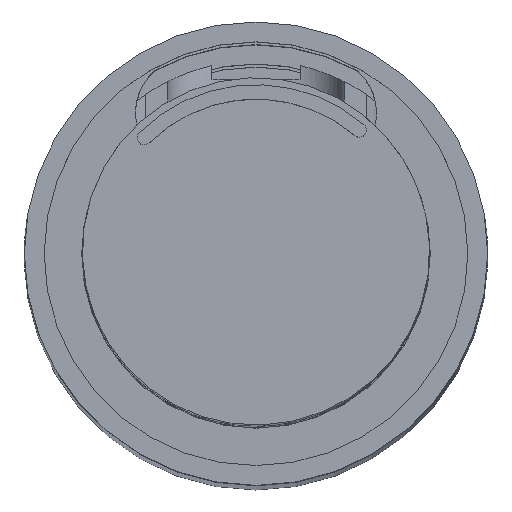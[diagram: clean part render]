
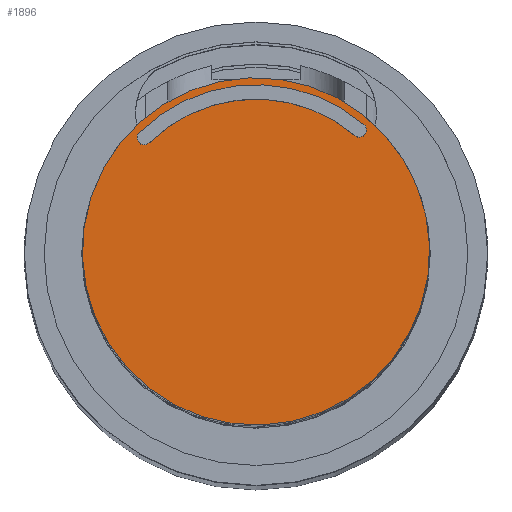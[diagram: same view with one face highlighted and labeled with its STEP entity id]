
A CAD part, top view. The second image highlights one B-rep face of the part: STEP entity #1896.
In plain terms, the highlighted planar face has unit normal (0, 0, 1).
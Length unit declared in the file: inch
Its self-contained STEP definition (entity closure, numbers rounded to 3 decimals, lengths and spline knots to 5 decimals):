
#1812 = EDGE_CURVE ( 'NONE', #1813, #1984, #5819, .T. ) ;
#1813 = VERTEX_POINT ( 'NONE', #5813 ) ;
#1896 = ADVANCED_FACE ( 'NONE', ( #6572, #6571 ), #6540, .T. ) ;
#1897 = EDGE_LOOP ( 'NONE', ( #1898, #1900 ) ) ;
#1898 = ORIENTED_EDGE ( 'NONE', *, *, #1899, .T. ) ;
#1899 = EDGE_CURVE ( 'NONE', #1987, #1986, #6560, .T. ) ;
#1900 = ORIENTED_EDGE ( 'NONE', *, *, #2001, .T. ) ;
#1901 = EDGE_LOOP ( 'NONE', ( #1930, #1933, #1961, #1964, #1967, #1914, #1917, #1920, #1923 ) ) ;
#1914 = ORIENTED_EDGE ( 'NONE', *, *, #1915, .F. ) ;
#1915 = EDGE_CURVE ( 'NONE', #1916, #1969, #6527, .T. ) ;
#1916 = VERTEX_POINT ( 'NONE', #6518 ) ;
#1917 = ORIENTED_EDGE ( 'NONE', *, *, #1918, .T. ) ;
#1918 = EDGE_CURVE ( 'NONE', #1916, #1919, #6517, .T. ) ;
#1919 = VERTEX_POINT ( 'NONE', #6512 ) ;
#1920 = ORIENTED_EDGE ( 'NONE', *, *, #1921, .F. ) ;
#1921 = EDGE_CURVE ( 'NONE', #1922, #1919, #6446, .T. ) ;
#1922 = VERTEX_POINT ( 'NONE', #6437 ) ;
#1923 = ORIENTED_EDGE ( 'NONE', *, *, #1924, .T. ) ;
#1924 = EDGE_CURVE ( 'NONE', #1922, #1932, #6435, .T. ) ;
#1930 = ORIENTED_EDGE ( 'NONE', *, *, #1931, .F. ) ;
#1931 = EDGE_CURVE ( 'NONE', #1813, #1932, #6816, .T. ) ;
#1932 = VERTEX_POINT ( 'NONE', #6742 ) ;
#1933 = ORIENTED_EDGE ( 'NONE', *, *, #1812, .T. ) ;
#1961 = ORIENTED_EDGE ( 'NONE', *, *, #1962, .T. ) ;
#1962 = EDGE_CURVE ( 'NONE', #1984, #1963, #6701, .T. ) ;
#1963 = VERTEX_POINT ( 'NONE', #6810 ) ;
#1964 = ORIENTED_EDGE ( 'NONE', *, *, #1965, .F. ) ;
#1965 = EDGE_CURVE ( 'NONE', #1966, #1963, #6809, .T. ) ;
#1966 = VERTEX_POINT ( 'NONE', #6804 ) ;
#1967 = ORIENTED_EDGE ( 'NONE', *, *, #1968, .T. ) ;
#1968 = EDGE_CURVE ( 'NONE', #1966, #1969, #6803, .T. ) ;
#1969 = VERTEX_POINT ( 'NONE', #6798 ) ;
#1984 = VERTEX_POINT ( 'NONE', #6823 ) ;
#1986 = VERTEX_POINT ( 'NONE', #6822 ) ;
#1987 = VERTEX_POINT ( 'NONE', #6821 ) ;
#2001 = EDGE_CURVE ( 'NONE', #1986, #1987, #6848, .T. ) ;
#5813 = CARTESIAN_POINT ( 'NONE',  ( -3.2555, 1.86849, 3.74728 ) ) ;
#5815 = DIRECTION ( 'NONE',  ( 0.999, 0.036, 0. ) ) ;
#5816 = DIRECTION ( 'NONE',  ( 0., 0., -1. ) ) ;
#5817 = CARTESIAN_POINT ( 'NONE',  ( -3.25005, 1.87435, 3.74728 ) ) ;
#5818 = AXIS2_PLACEMENT_3D ( 'NONE', #5817, #5816, #5815 ) ;
#5819 = CIRCLE ( 'NONE', #5818, 0.008 ) ;
#6430 = DIRECTION ( 'NONE',  ( 0.999, 0.036, 0. ) ) ;
#6431 = DIRECTION ( 'NONE',  ( 0., 0., -1. ) ) ;
#6432 = CARTESIAN_POINT ( 'NONE',  ( -3.24987, 1.87418, 3.74728 ) ) ;
#6434 = AXIS2_PLACEMENT_3D ( 'NONE', #6432, #6431, #6430 ) ;
#6435 = CIRCLE ( 'NONE', #6434, 0.008 ) ;
#6437 = CARTESIAN_POINT ( 'NONE',  ( -3.24426, 1.86847, 3.74728 ) ) ;
#6438 = DIRECTION ( 'NONE',  ( 0.999, 0.036, 0. ) ) ;
#6441 = DIRECTION ( 'NONE',  ( 0., 0., -1. ) ) ;
#6443 = CARTESIAN_POINT ( 'NONE',  ( -3.12331, 1.74548, 3.74728 ) ) ;
#6445 = AXIS2_PLACEMENT_3D ( 'NONE', #6443, #6441, #6438 ) ;
#6446 = CIRCLE ( 'NONE', #6445, 0.1725 ) ;
#6512 = CARTESIAN_POINT ( 'NONE',  ( -3.01151, 1.87684, 3.74728 ) ) ;
#6513 = DIRECTION ( 'NONE',  ( 0.999, 0.036, 0. ) ) ;
#6514 = DIRECTION ( 'NONE',  ( 0., 0., -1. ) ) ;
#6515 = CARTESIAN_POINT ( 'NONE',  ( -3.00632, 1.88293, 3.74728 ) ) ;
#6516 = AXIS2_PLACEMENT_3D ( 'NONE', #6515, #6514, #6513 ) ;
#6517 = CIRCLE ( 'NONE', #6516, 0.008 ) ;
#6518 = CARTESIAN_POINT ( 'NONE',  ( -3.00047, 1.87748, 3.74728 ) ) ;
#6519 = DIRECTION ( 'NONE',  ( 0.681, 0.732, 0. ) ) ;
#6520 = VECTOR ( 'NONE', #6519, 39.37008 ) ;
#6521 = CARTESIAN_POINT ( 'NONE',  ( -3.0058, 1.87176, 3.74728 ) ) ;
#6527 = LINE ( 'NONE', #6521, #6520 ) ;
#6536 = DIRECTION ( 'NONE',  ( 0.999, 0.036, 0. ) ) ;
#6537 = DIRECTION ( 'NONE',  ( 0., 0., 1. ) ) ;
#6538 = CARTESIAN_POINT ( 'NONE',  ( -3.12331, 1.74548, 3.74728 ) ) ;
#6539 = AXIS2_PLACEMENT_3D ( 'NONE', #6538, #6537, #6536 ) ;
#6540 = PLANE ( 'NONE',  #6539 ) ;
#6556 = DIRECTION ( 'NONE',  ( 0.999, 0.036, 0. ) ) ;
#6557 = DIRECTION ( 'NONE',  ( 0., 0., 1. ) ) ;
#6558 = CARTESIAN_POINT ( 'NONE',  ( -3.12331, 1.74548, 3.74728 ) ) ;
#6559 = AXIS2_PLACEMENT_3D ( 'NONE', #6558, #6557, #6556 ) ;
#6560 = CIRCLE ( 'NONE', #6559, 0.19675 ) ;
#6571 = FACE_BOUND ( 'NONE', #1901, .T. ) ;
#6572 = FACE_OUTER_BOUND ( 'NONE', #1897, .T. ) ;
#6700 = AXIS2_PLACEMENT_3D ( 'NONE', #6813, #6812, #6811 ) ;
#6701 = CIRCLE ( 'NONE', #6700, 0.008 ) ;
#6736 = DIRECTION ( 'NONE',  ( 0.732, -0.681, 0. ) ) ;
#6742 = CARTESIAN_POINT ( 'NONE',  ( -3.25532, 1.86832, 3.74728 ) ) ;
#6775 = VECTOR ( 'NONE', #6736, 39.37008 ) ;
#6776 = CARTESIAN_POINT ( 'NONE',  ( -3.24959, 1.86299, 3.74728 ) ) ;
#6798 = CARTESIAN_POINT ( 'NONE',  ( -3.0003, 1.87767, 3.74728 ) ) ;
#6799 = DIRECTION ( 'NONE',  ( 0.999, 0.036, 0. ) ) ;
#6800 = DIRECTION ( 'NONE',  ( 0., 0., -1. ) ) ;
#6801 = CARTESIAN_POINT ( 'NONE',  ( -3.00615, 1.88312, 3.74728 ) ) ;
#6802 = AXIS2_PLACEMENT_3D ( 'NONE', #6801, #6800, #6799 ) ;
#6803 = CIRCLE ( 'NONE', #6802, 0.008 ) ;
#6804 = CARTESIAN_POINT ( 'NONE',  ( -3.00097, 1.88921, 3.74728 ) ) ;
#6805 = DIRECTION ( 'NONE',  ( 0.999, 0.036, 0. ) ) ;
#6806 = DIRECTION ( 'NONE',  ( 0., 0., 1. ) ) ;
#6807 = CARTESIAN_POINT ( 'NONE',  ( -3.12331, 1.74548, 3.74728 ) ) ;
#6808 = AXIS2_PLACEMENT_3D ( 'NONE', #6807, #6806, #6805 ) ;
#6809 = CIRCLE ( 'NONE', #6808, 0.18875 ) ;
#6810 = CARTESIAN_POINT ( 'NONE',  ( -3.25566, 1.88005, 3.74728 ) ) ;
#6811 = DIRECTION ( 'NONE',  ( 0.999, 0.036, 0. ) ) ;
#6812 = DIRECTION ( 'NONE',  ( 0., 0., -1. ) ) ;
#6813 = CARTESIAN_POINT ( 'NONE',  ( -3.25005, 1.87435, 3.74728 ) ) ;
#6816 = LINE ( 'NONE', #6776, #6775 ) ;
#6821 = CARTESIAN_POINT ( 'NONE',  ( -3.31994, 1.73841, 3.74728 ) ) ;
#6822 = CARTESIAN_POINT ( 'NONE',  ( -2.92669, 1.75254, 3.74728 ) ) ;
#6823 = CARTESIAN_POINT ( 'NONE',  ( -3.25805, 1.87406, 3.74728 ) ) ;
#6846 = CARTESIAN_POINT ( 'NONE',  ( -3.12331, 1.74548, 3.74728 ) ) ;
#6847 = AXIS2_PLACEMENT_3D ( 'NONE', #6846, #6947, #7051 ) ;
#6848 = CIRCLE ( 'NONE', #6847, 0.19675 ) ;
#6947 = DIRECTION ( 'NONE',  ( 0., 0., 1. ) ) ;
#7051 = DIRECTION ( 'NONE',  ( 0.999, 0.036, 0. ) ) ;
